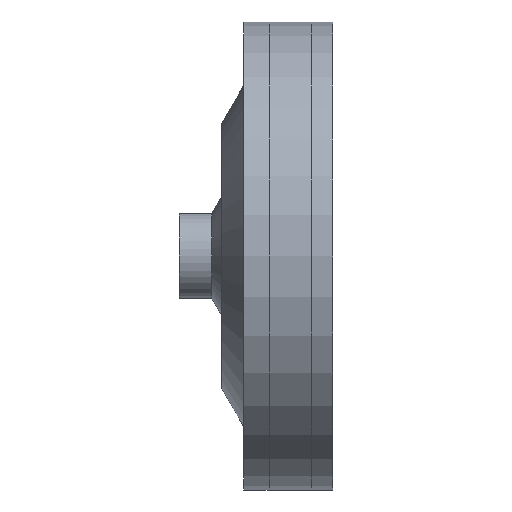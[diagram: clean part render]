
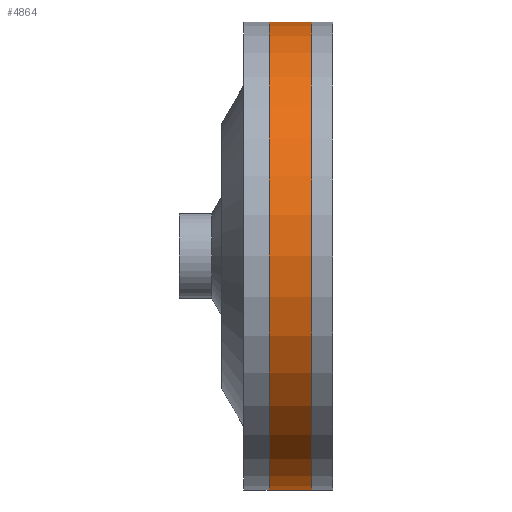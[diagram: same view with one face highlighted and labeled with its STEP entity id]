
A CAD part, left-side view. The second image highlights one B-rep face of the part: STEP entity #4864.
In plain terms, the highlighted cylindrical face has radius 69.85 mm (diameter 139.7 mm), a partial arc.
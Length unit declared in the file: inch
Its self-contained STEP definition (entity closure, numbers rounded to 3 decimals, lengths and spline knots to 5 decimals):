
#846 = DIRECTION ( 'NONE',  ( 0., 0., -1. ) ) ;
#1664 = EDGE_LOOP ( 'NONE', ( #5700, #2062, #12745, #2242 ) ) ;
#1840 = AXIS2_PLACEMENT_3D ( 'NONE', #8025, #4743, #2308 ) ;
#2062 = ORIENTED_EDGE ( 'NONE', *, *, #13870, .F. ) ;
#2242 = ORIENTED_EDGE ( 'NONE', *, *, #12399, .T. ) ;
#2308 = DIRECTION ( 'NONE',  ( 0., 0., 1. ) ) ;
#2690 = EDGE_CURVE ( 'NONE', #8354, #9428, #13740, .T. ) ;
#3085 = VERTEX_POINT ( 'NONE', #6926 ) ;
#4370 = VECTOR ( 'NONE', #8122, 39.37008 ) ;
#4743 = DIRECTION ( 'NONE',  ( 0., 1., 0. ) ) ;
#4838 = CARTESIAN_POINT ( 'NONE',  ( 0., 0.5, -2.75 ) ) ;
#4864 = ADVANCED_FACE ( 'NONE', ( #7668 ), #8829, .T. ) ;
#4872 = CARTESIAN_POINT ( 'NONE',  ( 0., 0.5, 0. ) ) ;
#5154 = DIRECTION ( 'NONE',  ( 0., 0., 1. ) ) ;
#5599 = CARTESIAN_POINT ( 'NONE',  ( 0., 0.5, 2.75 ) ) ;
#5700 = ORIENTED_EDGE ( 'NONE', *, *, #14220, .F. ) ;
#6563 = DIRECTION ( 'NONE',  ( 0., -1., 0. ) ) ;
#6926 = CARTESIAN_POINT ( 'NONE',  ( 0., 0., 2.75 ) ) ;
#7477 = CARTESIAN_POINT ( 'NONE',  ( 0., 0., -2.75 ) ) ;
#7668 = FACE_OUTER_BOUND ( 'NONE', #1664, .T. ) ;
#7738 = VECTOR ( 'NONE', #9993, 39.37008 ) ;
#7963 = CIRCLE ( 'NONE', #12854, 2.75 ) ;
#8025 = CARTESIAN_POINT ( 'NONE',  ( 0., 0., 0. ) ) ;
#8122 = DIRECTION ( 'NONE',  ( 0., -1., 0. ) ) ;
#8158 = CIRCLE ( 'NONE', #1840, 2.75 ) ;
#8354 = VERTEX_POINT ( 'NONE', #14341 ) ;
#8829 = CYLINDRICAL_SURFACE ( 'NONE', #10390, 2.75 ) ;
#9320 = DIRECTION ( 'NONE',  ( 0., 1., 0. ) ) ;
#9428 = VERTEX_POINT ( 'NONE', #7477 ) ;
#9993 = DIRECTION ( 'NONE',  ( 0., -1., 0. ) ) ;
#10390 = AXIS2_PLACEMENT_3D ( 'NONE', #12044, #6563, #846 ) ;
#10521 = VERTEX_POINT ( 'NONE', #13035 ) ;
#12044 = CARTESIAN_POINT ( 'NONE',  ( 0., 0.5, 0. ) ) ;
#12399 = EDGE_CURVE ( 'NONE', #9428, #3085, #8158, .T. ) ;
#12745 = ORIENTED_EDGE ( 'NONE', *, *, #2690, .T. ) ;
#12854 = AXIS2_PLACEMENT_3D ( 'NONE', #4872, #9320, #5154 ) ;
#13035 = CARTESIAN_POINT ( 'NONE',  ( 0., 0.5, 2.75 ) ) ;
#13740 = LINE ( 'NONE', #4838, #4370 ) ;
#13870 = EDGE_CURVE ( 'NONE', #8354, #10521, #7963, .T. ) ;
#14218 = LINE ( 'NONE', #5599, #7738 ) ;
#14220 = EDGE_CURVE ( 'NONE', #10521, #3085, #14218, .T. ) ;
#14341 = CARTESIAN_POINT ( 'NONE',  ( 0., 0.5, -2.75 ) ) ;
